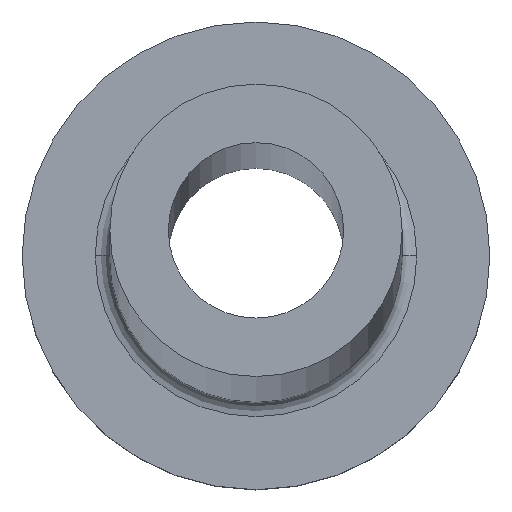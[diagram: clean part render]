
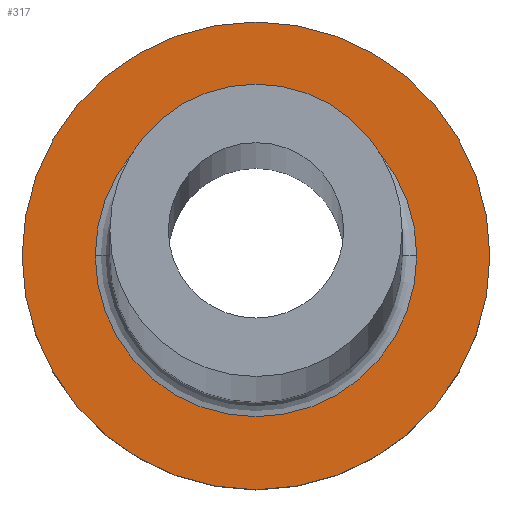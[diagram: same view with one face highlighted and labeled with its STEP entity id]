
A CAD part, top view. The second image highlights one B-rep face of the part: STEP entity #317.
In plain terms, the highlighted planar face has unit normal (0, 0, 1).
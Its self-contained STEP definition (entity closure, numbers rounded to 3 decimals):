
#2 = DIRECTION ( 'NONE',  ( 1., 0., 0. ) ) ;
#5 = VERTEX_POINT ( 'NONE', #79 ) ;
#30 = DIRECTION ( 'NONE',  ( 1., 0., 0. ) ) ;
#56 = CARTESIAN_POINT ( 'NONE',  ( 0., 0., 5. ) ) ;
#71 = CARTESIAN_POINT ( 'NONE',  ( -8., 0., 5. ) ) ;
#72 = EDGE_CURVE ( 'NONE', #328, #5, #310, .T. ) ;
#74 = EDGE_LOOP ( 'NONE', ( #184, #156 ) ) ;
#79 = CARTESIAN_POINT ( 'NONE',  ( -5.5, 0., 5. ) ) ;
#85 = AXIS2_PLACEMENT_3D ( 'NONE', #162, #98, #331 ) ;
#92 = ORIENTED_EDGE ( 'NONE', *, *, #72, .T. ) ;
#98 = DIRECTION ( 'NONE',  ( 0., 0., 1. ) ) ;
#99 = CARTESIAN_POINT ( 'NONE',  ( 0., 0., 5. ) ) ;
#118 = DIRECTION ( 'NONE',  ( 0., 0., 1. ) ) ;
#132 = CARTESIAN_POINT ( 'NONE',  ( 5.5, 0., 5. ) ) ;
#151 = CARTESIAN_POINT ( 'NONE',  ( 0., 0., 5. ) ) ;
#155 = PLANE ( 'NONE',  #323 ) ;
#156 = ORIENTED_EDGE ( 'NONE', *, *, #291, .T. ) ;
#158 = DIRECTION ( 'NONE',  ( 0., 0., 1. ) ) ;
#160 = EDGE_CURVE ( 'NONE', #343, #325, #303, .T. ) ;
#162 = CARTESIAN_POINT ( 'NONE',  ( 0., 0., 5. ) ) ;
#173 = AXIS2_PLACEMENT_3D ( 'NONE', #151, #380, #2 ) ;
#178 = AXIS2_PLACEMENT_3D ( 'NONE', #56, #118, #30 ) ;
#184 = ORIENTED_EDGE ( 'NONE', *, *, #160, .T. ) ;
#192 = CARTESIAN_POINT ( 'NONE',  ( 0., 0., 5. ) ) ;
#211 = AXIS2_PLACEMENT_3D ( 'NONE', #192, #247, #271 ) ;
#214 = FACE_OUTER_BOUND ( 'NONE', #74, .T. ) ;
#231 = EDGE_LOOP ( 'NONE', ( #92, #368 ) ) ;
#247 = DIRECTION ( 'NONE',  ( 0., 0., -1. ) ) ;
#249 = EDGE_CURVE ( 'NONE', #5, #328, #329, .T. ) ;
#271 = DIRECTION ( 'NONE',  ( 1., 0., 0. ) ) ;
#282 = FACE_BOUND ( 'NONE', #231, .T. ) ;
#291 = EDGE_CURVE ( 'NONE', #325, #343, #344, .T. ) ;
#302 = DIRECTION ( 'NONE',  ( 1., 0., 0. ) ) ;
#303 = CIRCLE ( 'NONE', #178, 8. ) ;
#310 = CIRCLE ( 'NONE', #173, 5.5 ) ;
#317 = ADVANCED_FACE ( 'NONE', ( #282, #214 ), #155, .T. ) ;
#323 = AXIS2_PLACEMENT_3D ( 'NONE', #99, #158, #302 ) ;
#325 = VERTEX_POINT ( 'NONE', #362 ) ;
#328 = VERTEX_POINT ( 'NONE', #132 ) ;
#329 = CIRCLE ( 'NONE', #211, 5.5 ) ;
#331 = DIRECTION ( 'NONE',  ( 1., 0., 0. ) ) ;
#343 = VERTEX_POINT ( 'NONE', #71 ) ;
#344 = CIRCLE ( 'NONE', #85, 8. ) ;
#362 = CARTESIAN_POINT ( 'NONE',  ( 8., 0., 5. ) ) ;
#368 = ORIENTED_EDGE ( 'NONE', *, *, #249, .T. ) ;
#380 = DIRECTION ( 'NONE',  ( 0., 0., -1. ) ) ;
